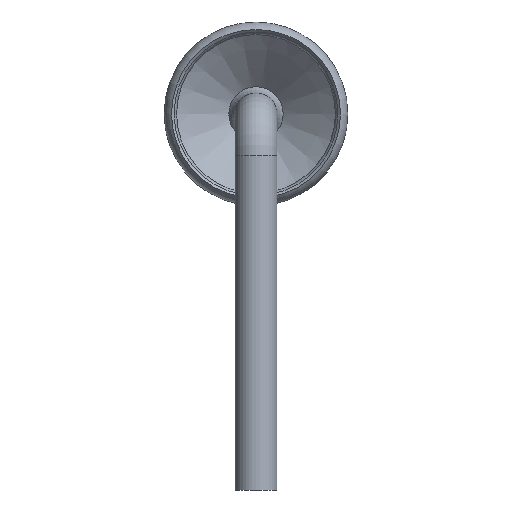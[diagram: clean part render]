
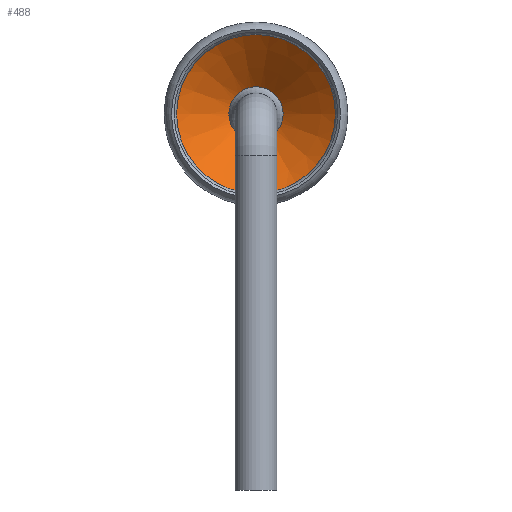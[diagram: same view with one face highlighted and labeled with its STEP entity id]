
A CAD part, left-side view. The second image highlights one B-rep face of the part: STEP entity #488.
In plain terms, the highlighted conical face has half-angle 50 degrees and reference radius 0.713 mm.
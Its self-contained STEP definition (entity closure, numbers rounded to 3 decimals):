
#22=CONICAL_SURFACE('',#562,0.713,0.873);
#29=LINE('',#877,#47);
#47=VECTOR('',#701,0.713);
#85=FACE_OUTER_BOUND('',#115,.T.);
#115=EDGE_LOOP('',(#368,#369,#370,#371,#372,#373));
#163=CIRCLE('',#563,1.011);
#164=CIRCLE('',#564,0.325);
#165=CIRCLE('',#565,0.325);
#166=CIRCLE('',#566,1.011);
#212=VERTEX_POINT('',#873);
#213=VERTEX_POINT('',#874);
#214=VERTEX_POINT('',#876);
#215=VERTEX_POINT('',#878);
#268=EDGE_CURVE('',#212,#213,#163,.T.);
#269=EDGE_CURVE('',#213,#214,#29,.T.);
#270=EDGE_CURVE('',#215,#214,#164,.T.);
#271=EDGE_CURVE('',#214,#215,#165,.T.);
#272=EDGE_CURVE('',#213,#212,#166,.T.);
#368=ORIENTED_EDGE('',*,*,#268,.T.);
#369=ORIENTED_EDGE('',*,*,#269,.T.);
#370=ORIENTED_EDGE('',*,*,#270,.F.);
#371=ORIENTED_EDGE('',*,*,#271,.F.);
#372=ORIENTED_EDGE('',*,*,#269,.F.);
#373=ORIENTED_EDGE('',*,*,#272,.T.);
#488=ADVANCED_FACE('',(#85),#22,.T.);
#562=AXIS2_PLACEMENT_3D('',#872,#697,#698);
#563=AXIS2_PLACEMENT_3D('',#875,#699,#700);
#564=AXIS2_PLACEMENT_3D('',#879,#702,#703);
#565=AXIS2_PLACEMENT_3D('',#880,#704,#705);
#566=AXIS2_PLACEMENT_3D('',#881,#706,#707);
#697=DIRECTION('center_axis',(-1.,0.,0.));
#698=DIRECTION('ref_axis',(0.,1.,0.));
#699=DIRECTION('center_axis',(1.,0.,0.));
#700=DIRECTION('ref_axis',(0.,1.,0.));
#701=DIRECTION('',(0.643,0.766,0.));
#702=DIRECTION('center_axis',(1.,0.,0.));
#703=DIRECTION('ref_axis',(0.,1.,0.));
#704=DIRECTION('center_axis',(1.,0.,0.));
#705=DIRECTION('ref_axis',(0.,1.,0.));
#706=DIRECTION('center_axis',(1.,0.,0.));
#707=DIRECTION('ref_axis',(0.,1.,0.));
#872=CARTESIAN_POINT('Origin',(2.675,0.,1.42));
#873=CARTESIAN_POINT('',(2.425,1.011,1.42));
#874=CARTESIAN_POINT('',(2.425,-1.011,1.42));
#875=CARTESIAN_POINT('Origin',(2.425,0.,1.42));
#876=CARTESIAN_POINT('',(3.,-0.325,1.42));
#877=CARTESIAN_POINT('',(2.675,-0.713,1.42));
#878=CARTESIAN_POINT('',(3.,0.325,1.42));
#879=CARTESIAN_POINT('Origin',(3.,0.,1.42));
#880=CARTESIAN_POINT('Origin',(3.,0.,1.42));
#881=CARTESIAN_POINT('Origin',(2.425,0.,1.42));
